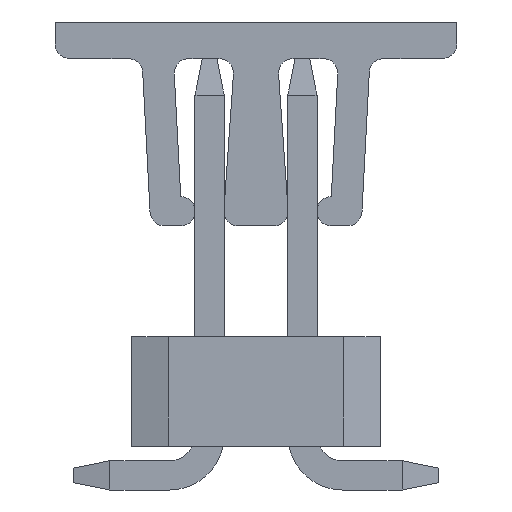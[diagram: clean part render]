
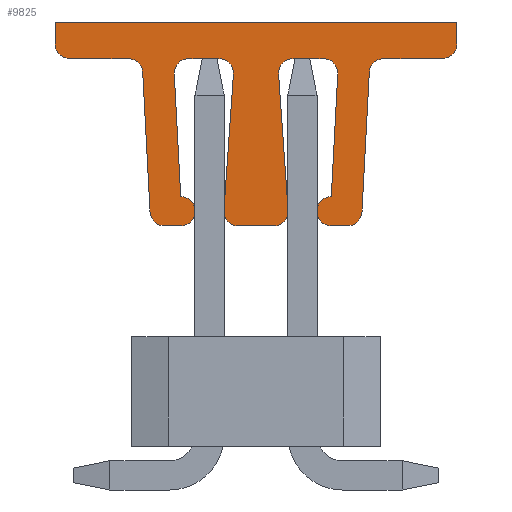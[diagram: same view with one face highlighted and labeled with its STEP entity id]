
A CAD part, left-side view. The second image highlights one B-rep face of the part: STEP entity #9825.
In plain terms, the highlighted face is planar.
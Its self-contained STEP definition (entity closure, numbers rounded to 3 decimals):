
#22=CIRCLE('',#10300,0.2);
#24=CIRCLE('',#10304,0.2);
#26=CIRCLE('',#10308,0.2);
#28=CIRCLE('',#10312,0.2);
#30=CIRCLE('',#10316,0.2);
#32=CIRCLE('',#10320,0.2);
#34=CIRCLE('',#10326,0.2);
#36=CIRCLE('',#10330,0.2);
#38=CIRCLE('',#10334,0.2);
#40=CIRCLE('',#10338,0.2);
#42=CIRCLE('',#10342,0.2);
#44=CIRCLE('',#10346,0.2);
#48=CIRCLE('',#10354,0.2);
#49=CIRCLE('',#10355,0.2);
#2958=ORIENTED_EDGE('',*,*,#4284,.F.);
#2959=ORIENTED_EDGE('',*,*,#4370,.T.);
#2960=ORIENTED_EDGE('',*,*,#4365,.T.);
#2961=ORIENTED_EDGE('',*,*,#4321,.T.);
#2962=ORIENTED_EDGE('',*,*,#4325,.T.);
#2963=ORIENTED_EDGE('',*,*,#4371,.T.);
#2964=ORIENTED_EDGE('',*,*,#4326,.T.);
#2965=ORIENTED_EDGE('',*,*,#4330,.T.);
#2966=ORIENTED_EDGE('',*,*,#4333,.T.);
#2967=ORIENTED_EDGE('',*,*,#4336,.T.);
#2968=ORIENTED_EDGE('',*,*,#4339,.T.);
#2969=ORIENTED_EDGE('',*,*,#4342,.T.);
#2970=ORIENTED_EDGE('',*,*,#4345,.T.);
#2971=ORIENTED_EDGE('',*,*,#4348,.T.);
#2972=ORIENTED_EDGE('',*,*,#4351,.T.);
#2973=ORIENTED_EDGE('',*,*,#4354,.T.);
#2974=ORIENTED_EDGE('',*,*,#4357,.T.);
#2975=ORIENTED_EDGE('',*,*,#4360,.T.);
#2976=ORIENTED_EDGE('',*,*,#4363,.T.);
#2977=ORIENTED_EDGE('',*,*,#4316,.T.);
#2978=ORIENTED_EDGE('',*,*,#4313,.T.);
#2979=ORIENTED_EDGE('',*,*,#4310,.T.);
#2980=ORIENTED_EDGE('',*,*,#4307,.T.);
#2981=ORIENTED_EDGE('',*,*,#4304,.T.);
#2982=ORIENTED_EDGE('',*,*,#4301,.T.);
#2983=ORIENTED_EDGE('',*,*,#4298,.T.);
#2984=ORIENTED_EDGE('',*,*,#4295,.T.);
#2985=ORIENTED_EDGE('',*,*,#4292,.T.);
#2986=ORIENTED_EDGE('',*,*,#4289,.T.);
#2987=ORIENTED_EDGE('',*,*,#4286,.T.);
#4284=EDGE_CURVE('',#5202,#5203,#6544,.T.);
#4286=EDGE_CURVE('',#5204,#5203,#22,.F.);
#4289=EDGE_CURVE('',#5206,#5204,#6547,.T.);
#4292=EDGE_CURVE('',#5208,#5206,#24,.T.);
#4295=EDGE_CURVE('',#5210,#5208,#6551,.T.);
#4298=EDGE_CURVE('',#5212,#5210,#26,.T.);
#4301=EDGE_CURVE('',#5214,#5212,#6555,.T.);
#4304=EDGE_CURVE('',#5216,#5214,#28,.F.);
#4307=EDGE_CURVE('',#5218,#5216,#6559,.T.);
#4310=EDGE_CURVE('',#5220,#5218,#30,.F.);
#4313=EDGE_CURVE('',#5222,#5220,#6563,.T.);
#4316=EDGE_CURVE('',#5224,#5222,#32,.T.);
#4321=EDGE_CURVE('',#5229,#5228,#6569,.T.);
#4325=EDGE_CURVE('',#5228,#5231,#6573,.T.);
#4326=EDGE_CURVE('',#5232,#5233,#6574,.T.);
#4330=EDGE_CURVE('',#5233,#5236,#34,.T.);
#4333=EDGE_CURVE('',#5236,#5238,#6579,.T.);
#4336=EDGE_CURVE('',#5238,#5240,#36,.T.);
#4339=EDGE_CURVE('',#5240,#5242,#6583,.T.);
#4342=EDGE_CURVE('',#5242,#5244,#38,.T.);
#4345=EDGE_CURVE('',#5244,#5246,#6587,.T.);
#4348=EDGE_CURVE('',#5246,#5248,#40,.T.);
#4351=EDGE_CURVE('',#5248,#5250,#6591,.T.);
#4354=EDGE_CURVE('',#5250,#5252,#42,.T.);
#4357=EDGE_CURVE('',#5252,#5254,#6595,.T.);
#4360=EDGE_CURVE('',#5254,#5256,#44,.T.);
#4363=EDGE_CURVE('',#5256,#5224,#6599,.T.);
#4365=EDGE_CURVE('',#5258,#5229,#6601,.T.);
#4370=EDGE_CURVE('',#5202,#5258,#48,.T.);
#4371=EDGE_CURVE('',#5231,#5232,#49,.T.);
#5202=VERTEX_POINT('',#15347);
#5203=VERTEX_POINT('',#15349);
#5204=VERTEX_POINT('',#15353);
#5206=VERTEX_POINT('',#15359);
#5208=VERTEX_POINT('',#15365);
#5210=VERTEX_POINT('',#15371);
#5212=VERTEX_POINT('',#15377);
#5214=VERTEX_POINT('',#15383);
#5216=VERTEX_POINT('',#15389);
#5218=VERTEX_POINT('',#15395);
#5220=VERTEX_POINT('',#15401);
#5222=VERTEX_POINT('',#15407);
#5224=VERTEX_POINT('',#15413);
#5228=VERTEX_POINT('',#15422);
#5229=VERTEX_POINT('',#15424);
#5231=VERTEX_POINT('',#15430);
#5232=VERTEX_POINT('',#15434);
#5233=VERTEX_POINT('',#15435);
#5236=VERTEX_POINT('',#15443);
#5238=VERTEX_POINT('',#15449);
#5240=VERTEX_POINT('',#15455);
#5242=VERTEX_POINT('',#15461);
#5244=VERTEX_POINT('',#15467);
#5246=VERTEX_POINT('',#15473);
#5248=VERTEX_POINT('',#15479);
#5250=VERTEX_POINT('',#15485);
#5252=VERTEX_POINT('',#15491);
#5254=VERTEX_POINT('',#15497);
#5256=VERTEX_POINT('',#15503);
#5258=VERTEX_POINT('',#15512);
#6544=LINE('',#15348,#7888);
#6547=LINE('',#15358,#7891);
#6551=LINE('',#15370,#7895);
#6555=LINE('',#15382,#7899);
#6559=LINE('',#15394,#7903);
#6563=LINE('',#15406,#7907);
#6569=LINE('',#15423,#7913);
#6573=LINE('',#15431,#7917);
#6574=LINE('',#15433,#7918);
#6579=LINE('',#15448,#7923);
#6583=LINE('',#15460,#7927);
#6587=LINE('',#15472,#7931);
#6591=LINE('',#15484,#7935);
#6595=LINE('',#15496,#7939);
#6599=LINE('',#15508,#7943);
#6601=LINE('',#15511,#7945);
#7888=VECTOR('',#12546,1000.);
#7891=VECTOR('',#12557,1000.);
#7895=VECTOR('',#12569,1000.);
#7899=VECTOR('',#12581,1000.);
#7903=VECTOR('',#12593,1000.);
#7907=VECTOR('',#12605,1000.);
#7913=VECTOR('',#12619,1000.);
#7917=VECTOR('',#12625,1000.);
#7918=VECTOR('',#12628,1000.);
#7923=VECTOR('',#12641,1000.);
#7927=VECTOR('',#12653,1000.);
#7931=VECTOR('',#12665,1000.);
#7935=VECTOR('',#12677,1000.);
#7939=VECTOR('',#12689,1000.);
#7943=VECTOR('',#12701,1000.);
#7945=VECTOR('',#12705,1000.);
#8439=EDGE_LOOP('',(#2958,#2959,#2960,#2961,#2962,#2963,#2964,#2965,#2966,
#2967,#2968,#2969,#2970,#2971,#2972,#2973,#2974,#2975,#2976,#2977,#2978,
#2979,#2980,#2981,#2982,#2983,#2984,#2985,#2986,#2987));
#8933=FACE_BOUND('',#8439,.T.);
#9373=PLANE('',#10353);
#9825=ADVANCED_FACE('',(#8933),#9373,.T.);
#10300=AXIS2_PLACEMENT_3D('',#15352,#12550,#12551);
#10304=AXIS2_PLACEMENT_3D('',#15364,#12562,#12563);
#10308=AXIS2_PLACEMENT_3D('',#15376,#12574,#12575);
#10312=AXIS2_PLACEMENT_3D('',#15388,#12586,#12587);
#10316=AXIS2_PLACEMENT_3D('',#15400,#12598,#12599);
#10320=AXIS2_PLACEMENT_3D('',#15412,#12610,#12611);
#10326=AXIS2_PLACEMENT_3D('',#15442,#12634,#12635);
#10330=AXIS2_PLACEMENT_3D('',#15454,#12646,#12647);
#10334=AXIS2_PLACEMENT_3D('',#15466,#12658,#12659);
#10338=AXIS2_PLACEMENT_3D('',#15478,#12670,#12671);
#10342=AXIS2_PLACEMENT_3D('',#15490,#12682,#12683);
#10346=AXIS2_PLACEMENT_3D('',#15502,#12694,#12695);
#10353=AXIS2_PLACEMENT_3D('',#15519,#12714,#12715);
#10354=AXIS2_PLACEMENT_3D('',#15520,#12716,#12717);
#10355=AXIS2_PLACEMENT_3D('',#15521,#12718,#12719);
#12546=DIRECTION('',(-1.,0.,0.));
#12550=DIRECTION('',(0.,-1.,0.));
#12551=DIRECTION('',(0.,0.,-1.));
#12557=DIRECTION('',(0.052,0.,0.999));
#12562=DIRECTION('',(0.,-1.,0.));
#12563=DIRECTION('',(0.,0.,-1.));
#12569=DIRECTION('',(1.,0.,0.));
#12574=DIRECTION('',(0.,-1.,0.));
#12575=DIRECTION('',(0.,0.,-1.));
#12581=DIRECTION('',(-0.052,0.,-0.999));
#12586=DIRECTION('',(0.,-1.,0.));
#12587=DIRECTION('',(0.,0.,-1.));
#12593=DIRECTION('',(1.,0.,0.));
#12598=DIRECTION('',(0.,-1.,0.));
#12599=DIRECTION('',(0.,0.,-1.));
#12605=DIRECTION('',(-0.07,0.,0.998));
#12610=DIRECTION('',(0.,-1.,0.));
#12611=DIRECTION('',(0.,0.,-1.));
#12619=DIRECTION('',(-1.,0.,0.));
#12625=DIRECTION('',(0.,0.,-1.));
#12628=DIRECTION('',(1.,0.,0.));
#12634=DIRECTION('',(0.,1.,0.));
#12635=DIRECTION('',(1.,0.,0.));
#12641=DIRECTION('',(0.052,0.,-0.999));
#12646=DIRECTION('',(0.,-1.,0.));
#12647=DIRECTION('',(1.,0.,0.));
#12653=DIRECTION('',(1.,0.,0.));
#12658=DIRECTION('',(0.,-1.,0.));
#12659=DIRECTION('',(-1.,0.,0.));
#12665=DIRECTION('',(-0.052,0.,0.999));
#12670=DIRECTION('',(0.,1.,0.));
#12671=DIRECTION('',(1.,0.,0.));
#12677=DIRECTION('',(1.,0.,0.));
#12682=DIRECTION('',(0.,1.,0.));
#12683=DIRECTION('',(-1.,0.,0.));
#12689=DIRECTION('',(-0.07,0.,-0.998));
#12694=DIRECTION('',(0.,-1.,0.));
#12695=DIRECTION('',(1.,0.,0.));
#12701=DIRECTION('',(1.,0.,0.));
#12705=DIRECTION('',(0.,0.,1.));
#12714=DIRECTION('',(0.,-1.,0.));
#12715=DIRECTION('',(0.,0.,-1.));
#12716=DIRECTION('',(0.,-1.,0.));
#12717=DIRECTION('',(0.,0.,-1.));
#12718=DIRECTION('',(0.,-1.,0.));
#12719=DIRECTION('',(0.,0.,-1.));
#15347=CARTESIAN_POINT('',(2.55,-3.25,0.9));
#15348=CARTESIAN_POINT('',(2.75,-3.25,0.9));
#15349=CARTESIAN_POINT('',(1.75,-3.25,0.9));
#15352=CARTESIAN_POINT('',(1.75,-3.25,0.7));
#15353=CARTESIAN_POINT('',(1.55,-3.25,0.71));
#15358=CARTESIAN_POINT('',(1.509,-3.25,-0.079));
#15359=CARTESIAN_POINT('',(1.45,-3.25,-1.2));
#15364=CARTESIAN_POINT('',(1.25,-3.25,-1.19));
#15365=CARTESIAN_POINT('',(1.25,-3.25,-1.39));
#15370=CARTESIAN_POINT('',(0.,-3.25,-1.39));
#15371=CARTESIAN_POINT('',(1.03,-3.25,-1.39));
#15376=CARTESIAN_POINT('',(1.03,-3.25,-1.19));
#15377=CARTESIAN_POINT('',(1.03,-3.25,-0.99));
#15382=CARTESIAN_POINT('',(1.079,-3.25,-0.057));
#15383=CARTESIAN_POINT('',(1.118,-3.25,0.686));
#15388=CARTESIAN_POINT('',(0.919,-3.25,0.7));
#15389=CARTESIAN_POINT('',(0.919,-3.25,0.9));
#15394=CARTESIAN_POINT('',(0.,-3.25,0.9));
#15395=CARTESIAN_POINT('',(0.509,-3.25,0.9));
#15400=CARTESIAN_POINT('',(0.509,-3.25,0.7));
#15401=CARTESIAN_POINT('',(0.309,-3.25,0.686));
#15406=CARTESIAN_POINT('',(0.355,-3.25,0.025));
#15407=CARTESIAN_POINT('',(0.439,-3.25,-1.176));
#15412=CARTESIAN_POINT('',(0.24,-3.25,-1.19));
#15413=CARTESIAN_POINT('',(0.24,-3.25,-1.39));
#15422=CARTESIAN_POINT('',(-2.75,-3.25,1.4));
#15423=CARTESIAN_POINT('',(2.75,-3.25,1.4));
#15424=CARTESIAN_POINT('',(2.75,-3.25,1.4));
#15430=CARTESIAN_POINT('',(-2.75,-3.25,1.1));
#15431=CARTESIAN_POINT('',(-2.75,-3.25,1.4));
#15433=CARTESIAN_POINT('',(-2.75,-3.25,0.9));
#15434=CARTESIAN_POINT('',(-2.55,-3.25,0.9));
#15435=CARTESIAN_POINT('',(-1.75,-3.25,0.9));
#15442=CARTESIAN_POINT('',(-1.75,-3.25,0.7));
#15443=CARTESIAN_POINT('',(-1.55,-3.25,0.71));
#15448=CARTESIAN_POINT('',(-1.55,-3.25,0.71));
#15449=CARTESIAN_POINT('',(-1.45,-3.25,-1.2));
#15454=CARTESIAN_POINT('',(-1.25,-3.25,-1.19));
#15455=CARTESIAN_POINT('',(-1.25,-3.25,-1.39));
#15460=CARTESIAN_POINT('',(-1.25,-3.25,-1.39));
#15461=CARTESIAN_POINT('',(-1.03,-3.25,-1.39));
#15466=CARTESIAN_POINT('',(-1.03,-3.25,-1.19));
#15467=CARTESIAN_POINT('',(-1.03,-3.25,-0.99));
#15472=CARTESIAN_POINT('',(-1.03,-3.25,-0.99));
#15473=CARTESIAN_POINT('',(-1.118,-3.25,0.686));
#15478=CARTESIAN_POINT('',(-0.919,-3.25,0.7));
#15479=CARTESIAN_POINT('',(-0.919,-3.25,0.9));
#15484=CARTESIAN_POINT('',(-0.919,-3.25,0.9));
#15485=CARTESIAN_POINT('',(-0.509,-3.25,0.9));
#15490=CARTESIAN_POINT('',(-0.509,-3.25,0.7));
#15491=CARTESIAN_POINT('',(-0.309,-3.25,0.686));
#15496=CARTESIAN_POINT('',(-0.309,-3.25,0.686));
#15497=CARTESIAN_POINT('',(-0.439,-3.25,-1.176));
#15502=CARTESIAN_POINT('',(-0.24,-3.25,-1.19));
#15503=CARTESIAN_POINT('',(-0.24,-3.25,-1.39));
#15508=CARTESIAN_POINT('',(-0.24,-3.25,-1.39));
#15511=CARTESIAN_POINT('',(2.75,-3.25,-1.4));
#15512=CARTESIAN_POINT('',(2.75,-3.25,1.1));
#15519=CARTESIAN_POINT('',(0.,-3.25,0.));
#15520=CARTESIAN_POINT('',(2.55,-3.25,1.1));
#15521=CARTESIAN_POINT('',(-2.55,-3.25,1.1));
